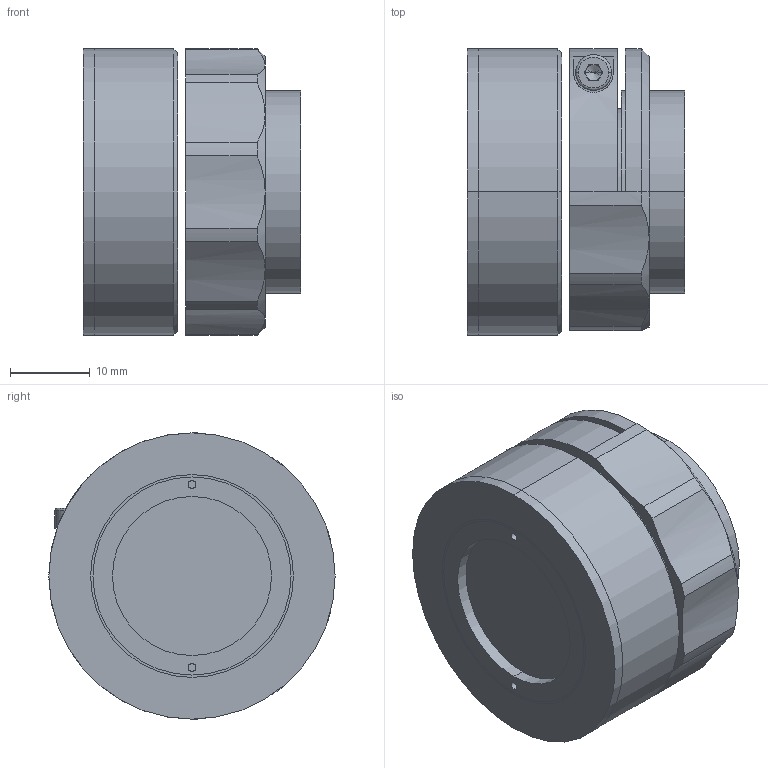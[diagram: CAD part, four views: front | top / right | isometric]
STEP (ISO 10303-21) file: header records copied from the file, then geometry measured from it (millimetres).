
FILE_DESCRIPTION (( 'STEP AP203' ), '1' );
FILE_NAME ('XF-MH01X280.STEP', '2020-04-10T08:09:03', ( 'puyufan' ), ( '' ), 'SwSTEP 2.0', 'SolidWorks 2014', '' );
FILE_SCHEMA (( 'CONFIG_CONTROL_DESIGN' ));
Length unit declared in the file: millimetre
Products named in the file (1): XF-MH01X280
Bounding box: 27.4 x 36 x 36 mm (x, y, z)
Surface area: 8734.5 mm2 (no closed solid volume)
Topology: 0 solids, 10 shells, 89 faces, 244 edges, 164 vertices
Faces by surface type: plane 37, cylinder 35, cone 13, sphere 2, torus 2
Entity records: 2991 total; most frequent: CARTESIAN_POINT 589, DIRECTION 541, ORIENTED_EDGE 412, EDGE_CURVE 242, AXIS2_PLACEMENT_3D 220, VERTEX_POINT 164, CIRCLE 130, EDGE_LOOP 106
